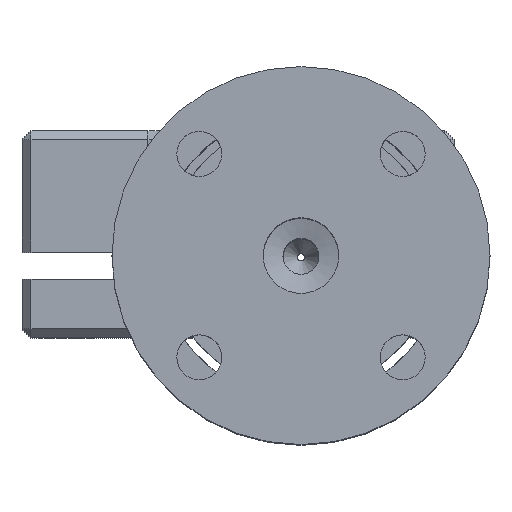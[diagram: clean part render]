
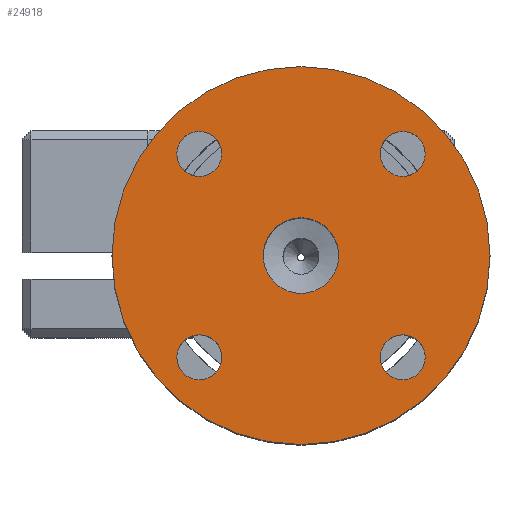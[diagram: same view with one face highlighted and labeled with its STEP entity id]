
A CAD part, top view. The second image highlights one B-rep face of the part: STEP entity #24918.
In plain terms, the highlighted planar face has unit normal (0, 0, 1).
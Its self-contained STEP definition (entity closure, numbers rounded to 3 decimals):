
#24464 = CYLINDRICAL_SURFACE('',#24465,2.1);
#24465 = AXIS2_PLACEMENT_3D('',#24466,#24467,#24468);
#24466 = CARTESIAN_POINT('',(0.,0.,26.));
#24467 = DIRECTION('',(0.,0.,1.));
#24468 = DIRECTION('',(1.,0.,-0.));
#24759 = VERTEX_POINT('',#24760);
#24760 = CARTESIAN_POINT('',(2.1,0.,26.));
#24783 = EDGE_CURVE('',#24759,#24759,#24784,.T.);
#24784 = SURFACE_CURVE('',#24785,(#24790,#24797),.PCURVE_S1.);
#24785 = CIRCLE('',#24786,2.1);
#24786 = AXIS2_PLACEMENT_3D('',#24787,#24788,#24789);
#24787 = CARTESIAN_POINT('',(0.,0.,26.));
#24788 = DIRECTION('',(0.,0.,1.));
#24789 = DIRECTION('',(1.,0.,-0.));
#24790 = PCURVE('',#24464,#24791);
#24791 = DEFINITIONAL_REPRESENTATION('',(#24792),#24796);
#24792 = LINE('',#24793,#24794);
#24793 = CARTESIAN_POINT('',(0.,0.));
#24794 = VECTOR('',#24795,1.);
#24795 = DIRECTION('',(1.,0.));
#24796 = ( GEOMETRIC_REPRESENTATION_CONTEXT(2) 
PARAMETRIC_REPRESENTATION_CONTEXT() REPRESENTATION_CONTEXT('2D SPACE',''
  ) );
#24797 = PCURVE('',#24798,#24803);
#24798 = PLANE('',#24799);
#24799 = AXIS2_PLACEMENT_3D('',#24800,#24801,#24802);
#24800 = CARTESIAN_POINT('',(0.,0.,26.));
#24801 = DIRECTION('',(0.,0.,1.));
#24802 = DIRECTION('',(1.,0.,-0.));
#24803 = DEFINITIONAL_REPRESENTATION('',(#24804),#24808);
#24804 = CIRCLE('',#24805,2.1);
#24805 = AXIS2_PLACEMENT_2D('',#24806,#24807);
#24806 = CARTESIAN_POINT('',(0.,0.));
#24807 = DIRECTION('',(1.,0.));
#24808 = ( GEOMETRIC_REPRESENTATION_CONTEXT(2) 
PARAMETRIC_REPRESENTATION_CONTEXT() REPRESENTATION_CONTEXT('2D SPACE',''
  ) );
#24918 = ADVANCED_FACE('',(#24919,#24950,#24981,#25012,#25043,#25046),
  #24798,.T.);
#24919 = FACE_BOUND('',#24920,.T.);
#24920 = EDGE_LOOP('',(#24921));
#24921 = ORIENTED_EDGE('',*,*,#24922,.T.);
#24922 = EDGE_CURVE('',#24923,#24923,#24925,.T.);
#24923 = VERTEX_POINT('',#24924);
#24924 = CARTESIAN_POINT('',(10.5,0.,26.));
#24925 = SURFACE_CURVE('',#24926,(#24931,#24938),.PCURVE_S1.);
#24926 = CIRCLE('',#24927,10.5);
#24927 = AXIS2_PLACEMENT_3D('',#24928,#24929,#24930);
#24928 = CARTESIAN_POINT('',(0.,0.,26.));
#24929 = DIRECTION('',(0.,0.,1.));
#24930 = DIRECTION('',(1.,0.,-0.));
#24931 = PCURVE('',#24798,#24932);
#24932 = DEFINITIONAL_REPRESENTATION('',(#24933),#24937);
#24933 = CIRCLE('',#24934,10.5);
#24934 = AXIS2_PLACEMENT_2D('',#24935,#24936);
#24935 = CARTESIAN_POINT('',(0.,0.));
#24936 = DIRECTION('',(1.,0.));
#24937 = ( GEOMETRIC_REPRESENTATION_CONTEXT(2) 
PARAMETRIC_REPRESENTATION_CONTEXT() REPRESENTATION_CONTEXT('2D SPACE',''
  ) );
#24938 = PCURVE('',#24939,#24944);
#24939 = CYLINDRICAL_SURFACE('',#24940,10.5);
#24940 = AXIS2_PLACEMENT_3D('',#24941,#24942,#24943);
#24941 = CARTESIAN_POINT('',(0.,0.,0.));
#24942 = DIRECTION('',(-0.,-0.,-1.));
#24943 = DIRECTION('',(1.,0.,0.));
#24944 = DEFINITIONAL_REPRESENTATION('',(#24945),#24949);
#24945 = LINE('',#24946,#24947);
#24946 = CARTESIAN_POINT('',(6.283,-26.));
#24947 = VECTOR('',#24948,1.);
#24948 = DIRECTION('',(-1.,0.));
#24949 = ( GEOMETRIC_REPRESENTATION_CONTEXT(2) 
PARAMETRIC_REPRESENTATION_CONTEXT() REPRESENTATION_CONTEXT('2D SPACE',''
  ) );
#24950 = FACE_BOUND('',#24951,.T.);
#24951 = EDGE_LOOP('',(#24952));
#24952 = ORIENTED_EDGE('',*,*,#24953,.F.);
#24953 = EDGE_CURVE('',#24954,#24954,#24956,.T.);
#24954 = VERTEX_POINT('',#24955);
#24955 = CARTESIAN_POINT('',(-4.4,-5.65,26.));
#24956 = SURFACE_CURVE('',#24957,(#24962,#24969),.PCURVE_S1.);
#24957 = CIRCLE('',#24958,1.25);
#24958 = AXIS2_PLACEMENT_3D('',#24959,#24960,#24961);
#24959 = CARTESIAN_POINT('',(-5.65,-5.65,26.));
#24960 = DIRECTION('',(0.,0.,1.));
#24961 = DIRECTION('',(1.,0.,-0.));
#24962 = PCURVE('',#24798,#24963);
#24963 = DEFINITIONAL_REPRESENTATION('',(#24964),#24968);
#24964 = CIRCLE('',#24965,1.25);
#24965 = AXIS2_PLACEMENT_2D('',#24966,#24967);
#24966 = CARTESIAN_POINT('',(-5.65,-5.65));
#24967 = DIRECTION('',(1.,0.));
#24968 = ( GEOMETRIC_REPRESENTATION_CONTEXT(2) 
PARAMETRIC_REPRESENTATION_CONTEXT() REPRESENTATION_CONTEXT('2D SPACE',''
  ) );
#24969 = PCURVE('',#24970,#24975);
#24970 = CYLINDRICAL_SURFACE('',#24971,1.25);
#24971 = AXIS2_PLACEMENT_3D('',#24972,#24973,#24974);
#24972 = CARTESIAN_POINT('',(-5.65,-5.65,26.));
#24973 = DIRECTION('',(0.,0.,1.));
#24974 = DIRECTION('',(1.,0.,-0.));
#24975 = DEFINITIONAL_REPRESENTATION('',(#24976),#24980);
#24976 = LINE('',#24977,#24978);
#24977 = CARTESIAN_POINT('',(0.,0.));
#24978 = VECTOR('',#24979,1.);
#24979 = DIRECTION('',(1.,0.));
#24980 = ( GEOMETRIC_REPRESENTATION_CONTEXT(2) 
PARAMETRIC_REPRESENTATION_CONTEXT() REPRESENTATION_CONTEXT('2D SPACE',''
  ) );
#24981 = FACE_BOUND('',#24982,.T.);
#24982 = EDGE_LOOP('',(#24983));
#24983 = ORIENTED_EDGE('',*,*,#24984,.F.);
#24984 = EDGE_CURVE('',#24985,#24985,#24987,.T.);
#24985 = VERTEX_POINT('',#24986);
#24986 = CARTESIAN_POINT('',(6.9,-5.65,26.));
#24987 = SURFACE_CURVE('',#24988,(#24993,#25000),.PCURVE_S1.);
#24988 = CIRCLE('',#24989,1.25);
#24989 = AXIS2_PLACEMENT_3D('',#24990,#24991,#24992);
#24990 = CARTESIAN_POINT('',(5.65,-5.65,26.));
#24991 = DIRECTION('',(0.,0.,1.));
#24992 = DIRECTION('',(1.,0.,-0.));
#24993 = PCURVE('',#24798,#24994);
#24994 = DEFINITIONAL_REPRESENTATION('',(#24995),#24999);
#24995 = CIRCLE('',#24996,1.25);
#24996 = AXIS2_PLACEMENT_2D('',#24997,#24998);
#24997 = CARTESIAN_POINT('',(5.65,-5.65));
#24998 = DIRECTION('',(1.,0.));
#24999 = ( GEOMETRIC_REPRESENTATION_CONTEXT(2) 
PARAMETRIC_REPRESENTATION_CONTEXT() REPRESENTATION_CONTEXT('2D SPACE',''
  ) );
#25000 = PCURVE('',#25001,#25006);
#25001 = CYLINDRICAL_SURFACE('',#25002,1.25);
#25002 = AXIS2_PLACEMENT_3D('',#25003,#25004,#25005);
#25003 = CARTESIAN_POINT('',(5.65,-5.65,26.));
#25004 = DIRECTION('',(0.,0.,1.));
#25005 = DIRECTION('',(1.,0.,-0.));
#25006 = DEFINITIONAL_REPRESENTATION('',(#25007),#25011);
#25007 = LINE('',#25008,#25009);
#25008 = CARTESIAN_POINT('',(0.,0.));
#25009 = VECTOR('',#25010,1.);
#25010 = DIRECTION('',(1.,0.));
#25011 = ( GEOMETRIC_REPRESENTATION_CONTEXT(2) 
PARAMETRIC_REPRESENTATION_CONTEXT() REPRESENTATION_CONTEXT('2D SPACE',''
  ) );
#25012 = FACE_BOUND('',#25013,.T.);
#25013 = EDGE_LOOP('',(#25014));
#25014 = ORIENTED_EDGE('',*,*,#25015,.F.);
#25015 = EDGE_CURVE('',#25016,#25016,#25018,.T.);
#25016 = VERTEX_POINT('',#25017);
#25017 = CARTESIAN_POINT('',(-4.4,5.65,26.));
#25018 = SURFACE_CURVE('',#25019,(#25024,#25031),.PCURVE_S1.);
#25019 = CIRCLE('',#25020,1.25);
#25020 = AXIS2_PLACEMENT_3D('',#25021,#25022,#25023);
#25021 = CARTESIAN_POINT('',(-5.65,5.65,26.));
#25022 = DIRECTION('',(0.,0.,1.));
#25023 = DIRECTION('',(1.,0.,-0.));
#25024 = PCURVE('',#24798,#25025);
#25025 = DEFINITIONAL_REPRESENTATION('',(#25026),#25030);
#25026 = CIRCLE('',#25027,1.25);
#25027 = AXIS2_PLACEMENT_2D('',#25028,#25029);
#25028 = CARTESIAN_POINT('',(-5.65,5.65));
#25029 = DIRECTION('',(1.,0.));
#25030 = ( GEOMETRIC_REPRESENTATION_CONTEXT(2) 
PARAMETRIC_REPRESENTATION_CONTEXT() REPRESENTATION_CONTEXT('2D SPACE',''
  ) );
#25031 = PCURVE('',#25032,#25037);
#25032 = CYLINDRICAL_SURFACE('',#25033,1.25);
#25033 = AXIS2_PLACEMENT_3D('',#25034,#25035,#25036);
#25034 = CARTESIAN_POINT('',(-5.65,5.65,26.));
#25035 = DIRECTION('',(0.,0.,1.));
#25036 = DIRECTION('',(1.,0.,-0.));
#25037 = DEFINITIONAL_REPRESENTATION('',(#25038),#25042);
#25038 = LINE('',#25039,#25040);
#25039 = CARTESIAN_POINT('',(0.,0.));
#25040 = VECTOR('',#25041,1.);
#25041 = DIRECTION('',(1.,0.));
#25042 = ( GEOMETRIC_REPRESENTATION_CONTEXT(2) 
PARAMETRIC_REPRESENTATION_CONTEXT() REPRESENTATION_CONTEXT('2D SPACE',''
  ) );
#25043 = FACE_BOUND('',#25044,.T.);
#25044 = EDGE_LOOP('',(#25045));
#25045 = ORIENTED_EDGE('',*,*,#24783,.F.);
#25046 = FACE_BOUND('',#25047,.T.);
#25047 = EDGE_LOOP('',(#25048));
#25048 = ORIENTED_EDGE('',*,*,#25049,.F.);
#25049 = EDGE_CURVE('',#25050,#25050,#25052,.T.);
#25050 = VERTEX_POINT('',#25051);
#25051 = CARTESIAN_POINT('',(6.9,5.65,26.));
#25052 = SURFACE_CURVE('',#25053,(#25058,#25065),.PCURVE_S1.);
#25053 = CIRCLE('',#25054,1.25);
#25054 = AXIS2_PLACEMENT_3D('',#25055,#25056,#25057);
#25055 = CARTESIAN_POINT('',(5.65,5.65,26.));
#25056 = DIRECTION('',(0.,0.,1.));
#25057 = DIRECTION('',(1.,0.,-0.));
#25058 = PCURVE('',#24798,#25059);
#25059 = DEFINITIONAL_REPRESENTATION('',(#25060),#25064);
#25060 = CIRCLE('',#25061,1.25);
#25061 = AXIS2_PLACEMENT_2D('',#25062,#25063);
#25062 = CARTESIAN_POINT('',(5.65,5.65));
#25063 = DIRECTION('',(1.,0.));
#25064 = ( GEOMETRIC_REPRESENTATION_CONTEXT(2) 
PARAMETRIC_REPRESENTATION_CONTEXT() REPRESENTATION_CONTEXT('2D SPACE',''
  ) );
#25065 = PCURVE('',#25066,#25071);
#25066 = CYLINDRICAL_SURFACE('',#25067,1.25);
#25067 = AXIS2_PLACEMENT_3D('',#25068,#25069,#25070);
#25068 = CARTESIAN_POINT('',(5.65,5.65,26.));
#25069 = DIRECTION('',(0.,0.,1.));
#25070 = DIRECTION('',(1.,0.,-0.));
#25071 = DEFINITIONAL_REPRESENTATION('',(#25072),#25076);
#25072 = LINE('',#25073,#25074);
#25073 = CARTESIAN_POINT('',(0.,0.));
#25074 = VECTOR('',#25075,1.);
#25075 = DIRECTION('',(1.,0.));
#25076 = ( GEOMETRIC_REPRESENTATION_CONTEXT(2) 
PARAMETRIC_REPRESENTATION_CONTEXT() REPRESENTATION_CONTEXT('2D SPACE',''
  ) );
